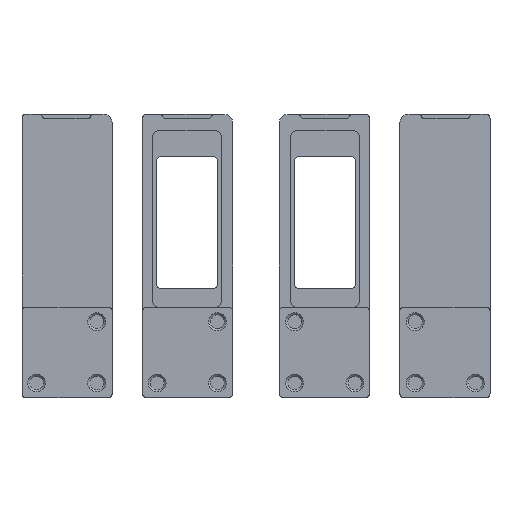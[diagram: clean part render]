
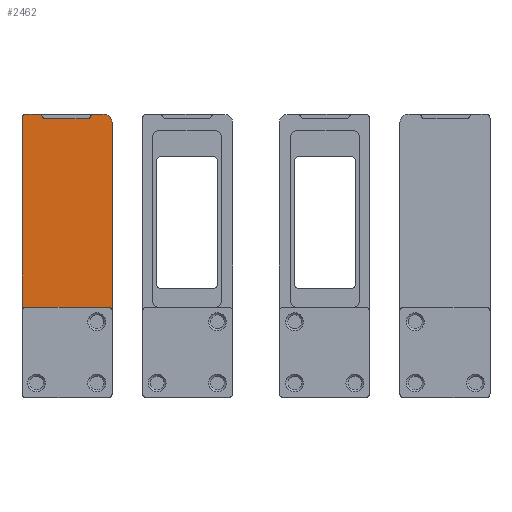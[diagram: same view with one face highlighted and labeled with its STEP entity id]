
A CAD part, top view. The second image highlights one B-rep face of the part: STEP entity #2462.
In plain terms, the highlighted planar face has unit normal (0, 0, 1).
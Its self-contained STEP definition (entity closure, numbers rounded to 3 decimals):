
#106=PLANE('',#2644);
#182=FACE_OUTER_BOUND('',#333,.T.);
#333=EDGE_LOOP('',(#1740,#1741,#1742,#1743,#1744,#1745,#1746,#1747,#1748,
#1749,#1750,#1751,#1752,#1753));
#498=LINE('',#3797,#722);
#499=LINE('',#3801,#723);
#500=LINE('',#3805,#724);
#501=LINE('',#3809,#725);
#502=LINE('',#3813,#726);
#503=LINE('',#3818,#727);
#722=VECTOR('',#2983,10.);
#723=VECTOR('',#2986,10.);
#724=VECTOR('',#2989,10.);
#725=VECTOR('',#2992,10.);
#726=VECTOR('',#2995,10.);
#727=VECTOR('',#3000,10.);
#946=CIRCLE('',#2639,0.6);
#948=CIRCLE('',#2642,0.8);
#950=CIRCLE('',#2645,0.8);
#951=CIRCLE('',#2646,0.8);
#952=CIRCLE('',#2647,0.8);
#953=CIRCLE('',#2648,1.67);
#954=CIRCLE('',#2649,0.6);
#955=CIRCLE('',#2650,0.8);
#1098=VERTEX_POINT('',#3781);
#1099=VERTEX_POINT('',#3782);
#1102=VERTEX_POINT('',#3790);
#1104=VERTEX_POINT('',#3796);
#1105=VERTEX_POINT('',#3798);
#1106=VERTEX_POINT('',#3800);
#1107=VERTEX_POINT('',#3802);
#1108=VERTEX_POINT('',#3804);
#1109=VERTEX_POINT('',#3806);
#1110=VERTEX_POINT('',#3808);
#1111=VERTEX_POINT('',#3810);
#1112=VERTEX_POINT('',#3812);
#1113=VERTEX_POINT('',#3814);
#1114=VERTEX_POINT('',#3816);
#1348=EDGE_CURVE('',#1098,#1099,#946,.T.);
#1352=EDGE_CURVE('',#1099,#1102,#948,.T.);
#1355=EDGE_CURVE('',#1098,#1104,#498,.T.);
#1356=EDGE_CURVE('',#1105,#1104,#950,.T.);
#1357=EDGE_CURVE('',#1105,#1106,#499,.T.);
#1358=EDGE_CURVE('',#1107,#1106,#951,.F.);
#1359=EDGE_CURVE('',#1108,#1107,#500,.T.);
#1360=EDGE_CURVE('',#1109,#1108,#952,.F.);
#1361=EDGE_CURVE('',#1109,#1110,#501,.T.);
#1362=EDGE_CURVE('',#1110,#1111,#953,.T.);
#1363=EDGE_CURVE('',#1111,#1112,#502,.T.);
#1364=EDGE_CURVE('',#1113,#1112,#954,.T.);
#1365=EDGE_CURVE('',#1114,#1113,#955,.T.);
#1366=EDGE_CURVE('',#1114,#1102,#503,.T.);
#1740=ORIENTED_EDGE('',*,*,#1348,.F.);
#1741=ORIENTED_EDGE('',*,*,#1355,.T.);
#1742=ORIENTED_EDGE('',*,*,#1356,.F.);
#1743=ORIENTED_EDGE('',*,*,#1357,.T.);
#1744=ORIENTED_EDGE('',*,*,#1358,.F.);
#1745=ORIENTED_EDGE('',*,*,#1359,.F.);
#1746=ORIENTED_EDGE('',*,*,#1360,.F.);
#1747=ORIENTED_EDGE('',*,*,#1361,.T.);
#1748=ORIENTED_EDGE('',*,*,#1362,.T.);
#1749=ORIENTED_EDGE('',*,*,#1363,.T.);
#1750=ORIENTED_EDGE('',*,*,#1364,.F.);
#1751=ORIENTED_EDGE('',*,*,#1365,.F.);
#1752=ORIENTED_EDGE('',*,*,#1366,.T.);
#1753=ORIENTED_EDGE('',*,*,#1352,.F.);
#2462=ADVANCED_FACE('',(#182),#106,.T.);
#2639=AXIS2_PLACEMENT_3D('',#3783,#2968,#2969);
#2642=AXIS2_PLACEMENT_3D('',#3791,#2976,#2977);
#2644=AXIS2_PLACEMENT_3D('',#3795,#2981,#2982);
#2645=AXIS2_PLACEMENT_3D('',#3799,#2984,#2985);
#2646=AXIS2_PLACEMENT_3D('',#3803,#2987,#2988);
#2647=AXIS2_PLACEMENT_3D('',#3807,#2990,#2991);
#2648=AXIS2_PLACEMENT_3D('',#3811,#2993,#2994);
#2649=AXIS2_PLACEMENT_3D('',#3815,#2996,#2997);
#2650=AXIS2_PLACEMENT_3D('',#3817,#2998,#2999);
#2968=DIRECTION('center_axis',(0.,0.,-1.));
#2969=DIRECTION('ref_axis',(0.,-1.,0.));
#2976=DIRECTION('center_axis',(0.,0.,1.));
#2977=DIRECTION('ref_axis',(-0.707,-0.707,0.));
#2981=DIRECTION('center_axis',(0.,0.,1.));
#2982=DIRECTION('ref_axis',(1.,0.,0.));
#2983=DIRECTION('',(-1.,0.,0.));
#2984=DIRECTION('center_axis',(0.,0.,-1.));
#2985=DIRECTION('ref_axis',(-0.707,0.707,0.));
#2986=DIRECTION('',(0.,-1.,0.));
#2987=DIRECTION('center_axis',(0.,0.,-1.));
#2988=DIRECTION('ref_axis',(-0.707,0.707,0.));
#2989=DIRECTION('',(-1.,0.,0.));
#2990=DIRECTION('center_axis',(0.,0.,-1.));
#2991=DIRECTION('ref_axis',(0.707,0.707,0.));
#2992=DIRECTION('',(0.,1.,0.));
#2993=DIRECTION('center_axis',(0.,0.,1.));
#2994=DIRECTION('ref_axis',(1.,0.,0.));
#2995=DIRECTION('',(-1.,0.,0.));
#2996=DIRECTION('center_axis',(0.,0.,-1.));
#2997=DIRECTION('ref_axis',(0.,-1.,0.));
#2998=DIRECTION('center_axis',(0.,0.,1.));
#2999=DIRECTION('ref_axis',(0.707,-0.707,0.));
#3000=DIRECTION('',(-1.,0.,0.));
#3781=CARTESIAN_POINT('',(-44.915,64.67,3.6));
#3782=CARTESIAN_POINT('',(-44.352,64.276,3.6));
#3783=CARTESIAN_POINT('Origin',(-44.915,64.07,3.6));
#3790=CARTESIAN_POINT('',(-43.6,63.75,3.6));
#3791=CARTESIAN_POINT('Origin',(-43.6,64.55,3.6));
#3795=CARTESIAN_POINT('Origin',(-39.165,35.335,3.6));
#3796=CARTESIAN_POINT('',(-47.7,64.67,3.6));
#3797=CARTESIAN_POINT('',(-48.5,64.67,3.6));
#3798=CARTESIAN_POINT('',(-48.5,63.87,3.6));
#3799=CARTESIAN_POINT('Origin',(-47.7,63.87,3.6));
#3800=CARTESIAN_POINT('',(-48.5,23.9,3.6));
#3801=CARTESIAN_POINT('',(-48.5,6.,3.6));
#3802=CARTESIAN_POINT('',(-47.7,24.7,3.6));
#3803=CARTESIAN_POINT('Origin',(-47.7,23.9,3.6));
#3804=CARTESIAN_POINT('',(-30.63,24.7,3.6));
#3805=CARTESIAN_POINT('',(-34.498,24.7,3.6));
#3806=CARTESIAN_POINT('',(-29.83,23.9,3.6));
#3807=CARTESIAN_POINT('Origin',(-30.63,23.9,3.6));
#3808=CARTESIAN_POINT('',(-29.83,63.,3.6));
#3809=CARTESIAN_POINT('',(-29.83,6.,3.6));
#3810=CARTESIAN_POINT('',(-31.5,64.67,3.6));
#3811=CARTESIAN_POINT('Origin',(-31.5,63.,3.6));
#3812=CARTESIAN_POINT('',(-33.685,64.67,3.6));
#3813=CARTESIAN_POINT('',(-48.5,64.67,3.6));
#3814=CARTESIAN_POINT('',(-34.248,64.276,3.6));
#3815=CARTESIAN_POINT('Origin',(-33.685,64.07,3.6));
#3816=CARTESIAN_POINT('',(-35.,63.75,3.6));
#3817=CARTESIAN_POINT('Origin',(-35.,64.55,3.6));
#3818=CARTESIAN_POINT('',(-44.4,63.75,3.6));
